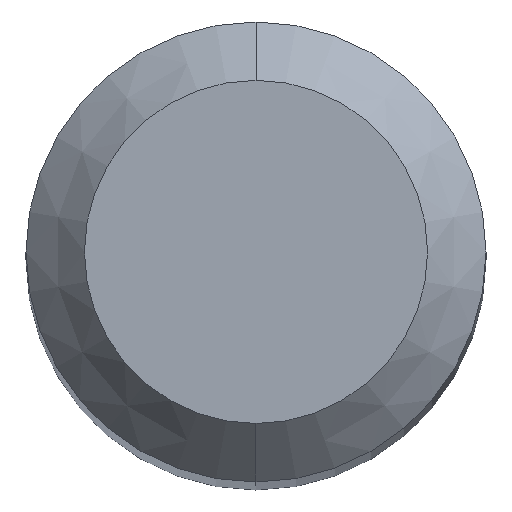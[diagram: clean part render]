
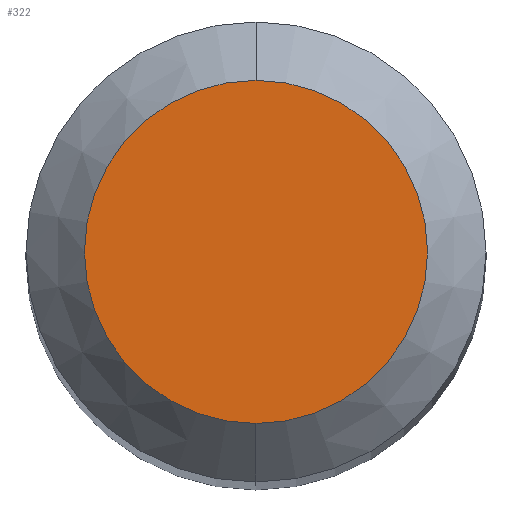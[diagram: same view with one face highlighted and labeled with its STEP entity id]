
A CAD part, top view. The second image highlights one B-rep face of the part: STEP entity #322.
In plain terms, the highlighted planar face has unit normal (0, 0, 1).
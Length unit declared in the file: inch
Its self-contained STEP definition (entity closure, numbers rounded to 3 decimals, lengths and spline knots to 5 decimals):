
#5 = AXIS2_PLACEMENT_3D ( 'NONE', #86, #83, #280 ) ;
#72 = PLANE ( 'NONE',  #141 ) ;
#83 = DIRECTION ( 'NONE',  ( 0., 0., 1. ) ) ;
#86 = CARTESIAN_POINT ( 'NONE',  ( 0., 0., 0. ) ) ;
#118 = ORIENTED_EDGE ( 'NONE', *, *, #448, .T. ) ;
#131 = VERTEX_POINT ( 'NONE', #495 ) ;
#132 = CIRCLE ( 'NONE', #5, 0.04405 ) ;
#141 = AXIS2_PLACEMENT_3D ( 'NONE', #396, #512, #155 ) ;
#153 = CARTESIAN_POINT ( 'NONE',  ( 0., 0., 0. ) ) ;
#155 = DIRECTION ( 'NONE',  ( 0., 1., 0. ) ) ;
#163 = EDGE_LOOP ( 'NONE', ( #270, #118 ) ) ;
#186 = DIRECTION ( 'NONE',  ( 0., -1., 0. ) ) ;
#243 = VERTEX_POINT ( 'NONE', #478 ) ;
#270 = ORIENTED_EDGE ( 'NONE', *, *, #297, .T. ) ;
#273 = CIRCLE ( 'NONE', #411, 0.04405 ) ;
#280 = DIRECTION ( 'NONE',  ( 0., -1., 0. ) ) ;
#297 = EDGE_CURVE ( 'NONE', #131, #243, #273, .T. ) ;
#322 = ADVANCED_FACE ( 'NONE', ( #431 ), #72, .F. ) ;
#353 = DIRECTION ( 'NONE',  ( 0., 0., 1. ) ) ;
#396 = CARTESIAN_POINT ( 'NONE',  ( 0., 0.04405, 0. ) ) ;
#411 = AXIS2_PLACEMENT_3D ( 'NONE', #153, #353, #186 ) ;
#431 = FACE_OUTER_BOUND ( 'NONE', #163, .T. ) ;
#448 = EDGE_CURVE ( 'NONE', #243, #131, #132, .T. ) ;
#478 = CARTESIAN_POINT ( 'NONE',  ( 0., -0.04405, 0. ) ) ;
#495 = CARTESIAN_POINT ( 'NONE',  ( 0., 0.04405, 0. ) ) ;
#512 = DIRECTION ( 'NONE',  ( 0., 0., -1. ) ) ;
